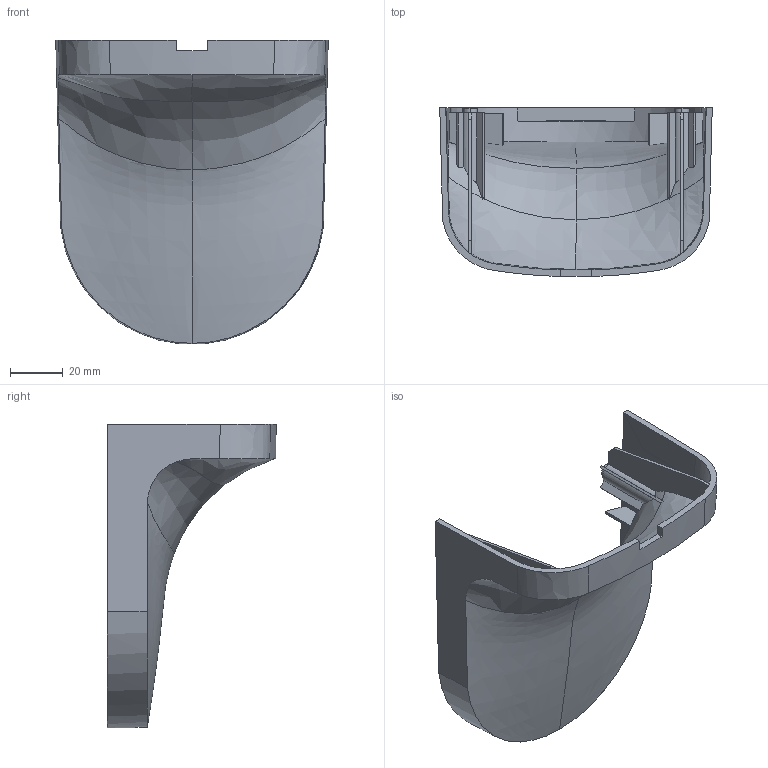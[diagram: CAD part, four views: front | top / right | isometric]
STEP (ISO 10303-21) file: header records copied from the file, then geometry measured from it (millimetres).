
FILE_DESCRIPTION (( 'STEP AP203' ), '1' );
FILE_NAME ('SZK-104.step', '2025-02-24T17:16:03', ( '' ), ( '' ), 'SwSTEP 2.0', 'SolidWorks 2024', '' );
FILE_SCHEMA (( 'CONFIG_CONTROL_DESIGN' ));
Length unit declared in the file: millimetre
Products named in the file (1): SZK-104
Bounding box: 103 x 63.91 x 114.82 mm (x, y, z)
Volume: 47871.9 mm3; surface area: 42552 mm2
Topology: 1 solids, 1 shells, 122 faces, 350 edges, 234 vertices
Faces by surface type: plane 77, bspline 23, cylinder 18, cone 4
Entity records: 28938 total; most frequent: CARTESIAN_POINT 26019, ORIENTED_EDGE 700, DIRECTION 427, EDGE_CURVE 350, VERTEX_POINT 234, B_SPLINE_CURVE_WITH_KNOTS 161, LINE 149, VECTOR 149
